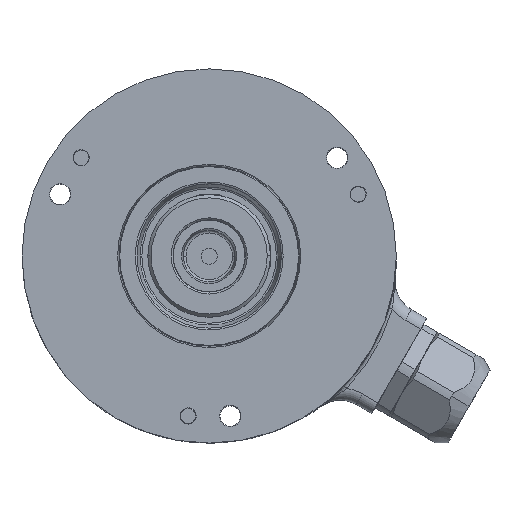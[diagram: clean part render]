
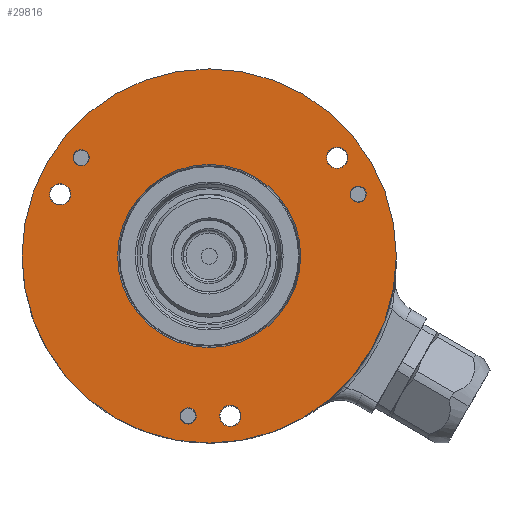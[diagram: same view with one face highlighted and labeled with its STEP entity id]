
A CAD part, top view. The second image highlights one B-rep face of the part: STEP entity #29816.
In plain terms, the highlighted planar face has unit normal (0, 0, 1).
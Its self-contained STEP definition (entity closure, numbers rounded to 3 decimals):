
#6862=CARTESIAN_POINT('',(0.,0.,18.));
#6863=DIRECTION('',(0.,0.,1.));
#6864=DIRECTION('',(1.,0.,0.));
#6865=AXIS2_PLACEMENT_3D('',#6862,#6863,#6864);
#6867=CARTESIAN_POINT('',(0.,0.,18.));
#6868=DIRECTION('',(0.,0.,1.));
#6869=DIRECTION('',(-1.,0.,0.));
#6870=AXIS2_PLACEMENT_3D('',#6867,#6868,#6869);
#6872=CARTESIAN_POINT('',(-19.834,15.219,18.));
#6873=DIRECTION('',(0.,0.,-1.));
#6874=DIRECTION('',(-0.793,0.609,0.));
#6875=AXIS2_PLACEMENT_3D('',#6872,#6873,#6874);
#6877=CARTESIAN_POINT('',(-19.834,15.219,18.));
#6878=DIRECTION('',(0.,0.,-1.));
#6879=DIRECTION('',(0.793,-0.609,0.));
#6880=AXIS2_PLACEMENT_3D('',#6877,#6878,#6879);
#6882=CARTESIAN_POINT('',(-3.263,-24.786,18.));
#6883=DIRECTION('',(0.,0.,-1.));
#6884=DIRECTION('',(-0.131,-0.991,0.));
#6885=AXIS2_PLACEMENT_3D('',#6882,#6883,#6884);
#6887=CARTESIAN_POINT('',(-3.263,-24.786,18.));
#6888=DIRECTION('',(0.,0.,-1.));
#6889=DIRECTION('',(0.131,0.991,0.));
#6890=AXIS2_PLACEMENT_3D('',#6887,#6888,#6889);
#6892=CARTESIAN_POINT('',(23.097,9.567,18.));
#6893=DIRECTION('',(0.,0.,-1.));
#6894=DIRECTION('',(0.924,0.383,0.));
#6895=AXIS2_PLACEMENT_3D('',#6892,#6893,#6894);
#6897=CARTESIAN_POINT('',(23.097,9.567,18.));
#6898=DIRECTION('',(0.,0.,-1.));
#6899=DIRECTION('',(-0.924,-0.383,0.));
#6900=AXIS2_PLACEMENT_3D('',#6897,#6898,#6899);
#6902=CARTESIAN_POINT('',(3.263,-24.786,18.));
#6903=DIRECTION('',(0.,0.,1.));
#6904=DIRECTION('',(0.,-1.,0.));
#6905=AXIS2_PLACEMENT_3D('',#6902,#6903,#6904);
#6907=CARTESIAN_POINT('',(3.263,-24.786,18.));
#6908=DIRECTION('',(0.,0.,1.));
#6909=DIRECTION('',(0.,1.,0.));
#6910=AXIS2_PLACEMENT_3D('',#6907,#6908,#6909);
#6912=CARTESIAN_POINT('',(19.834,15.219,18.));
#6913=DIRECTION('',(0.,0.,1.));
#6914=DIRECTION('',(0.,-1.,0.));
#6915=AXIS2_PLACEMENT_3D('',#6912,#6913,#6914);
#6917=CARTESIAN_POINT('',(19.834,15.219,18.));
#6918=DIRECTION('',(0.,0.,1.));
#6919=DIRECTION('',(0.,1.,0.));
#6920=AXIS2_PLACEMENT_3D('',#6917,#6918,#6919);
#6922=CARTESIAN_POINT('',(-23.097,9.567,18.));
#6923=DIRECTION('',(0.,0.,1.));
#6924=DIRECTION('',(0.,-1.,0.));
#6925=AXIS2_PLACEMENT_3D('',#6922,#6923,#6924);
#6927=CARTESIAN_POINT('',(-23.097,9.567,18.));
#6928=DIRECTION('',(0.,0.,1.));
#6929=DIRECTION('',(0.,1.,0.));
#6930=AXIS2_PLACEMENT_3D('',#6927,#6928,#6929);
#6932=CARTESIAN_POINT('',(0.,0.,18.));
#6933=DIRECTION('',(0.,0.,-1.));
#6934=DIRECTION('',(-1.,0.,0.));
#6935=AXIS2_PLACEMENT_3D('',#6932,#6933,#6934);
#6950=CARTESIAN_POINT('',(0.,0.,18.));
#6951=DIRECTION('',(0.,0.,-1.));
#6952=DIRECTION('',(1.,0.,0.));
#6953=AXIS2_PLACEMENT_3D('',#6950,#6951,#6952);
#18752=CARTESIAN_POINT('',(29.,0.,18.));
#18753=CARTESIAN_POINT('',(-29.,0.,18.));
#18754=VERTEX_POINT('',#18752);
#18755=VERTEX_POINT('',#18753);
#18836=CARTESIAN_POINT('',(-20.826,15.98,18.));
#18837=CARTESIAN_POINT('',(-18.842,14.458,18.));
#18838=VERTEX_POINT('',#18836);
#18839=VERTEX_POINT('',#18837);
#18840=CARTESIAN_POINT('',(-3.426,-26.025,18.));
#18841=CARTESIAN_POINT('',(-3.1,-23.547,18.));
#18842=VERTEX_POINT('',#18840);
#18843=VERTEX_POINT('',#18841);
#18844=CARTESIAN_POINT('',(24.252,10.045,18.));
#18845=CARTESIAN_POINT('',(21.942,9.089,18.));
#18846=VERTEX_POINT('',#18844);
#18847=VERTEX_POINT('',#18845);
#18946=CARTESIAN_POINT('',(14.188,0.,18.));
#18947=CARTESIAN_POINT('',(-14.188,0.,18.));
#18948=VERTEX_POINT('',#18946);
#18949=VERTEX_POINT('',#18947);
#19145=CARTESIAN_POINT('',(3.263,-26.436,18.));
#19146=CARTESIAN_POINT('',(3.263,-23.136,18.));
#19147=VERTEX_POINT('',#19145);
#19148=VERTEX_POINT('',#19146);
#19153=CARTESIAN_POINT('',(19.834,13.569,18.));
#19154=CARTESIAN_POINT('',(19.834,16.869,18.));
#19155=VERTEX_POINT('',#19153);
#19156=VERTEX_POINT('',#19154);
#19161=CARTESIAN_POINT('',(-23.097,7.917,18.));
#19162=CARTESIAN_POINT('',(-23.097,11.217,18.));
#19163=VERTEX_POINT('',#19161);
#19164=VERTEX_POINT('',#19162);
#29765=CARTESIAN_POINT('',(0.,0.,18.));
#29766=DIRECTION('',(0.,0.,1.));
#29767=DIRECTION('',(1.,0.,0.));
#29768=AXIS2_PLACEMENT_3D('',#29765,#29766,#29767);
#29769=PLANE('',#29768);
#29770=ORIENTED_EDGE('',*,*,#29742,.F.);
#29771=ORIENTED_EDGE('',*,*,#29756,.F.);
#29772=EDGE_LOOP('',(#29770,#29771));
#29773=FACE_OUTER_BOUND('',#29772,.F.);
#29775=ORIENTED_EDGE('',*,*,#29774,.F.);
#29777=ORIENTED_EDGE('',*,*,#29776,.F.);
#29778=EDGE_LOOP('',(#29775,#29777));
#29779=FACE_BOUND('',#29778,.F.);
#29781=ORIENTED_EDGE('',*,*,#29780,.F.);
#29783=ORIENTED_EDGE('',*,*,#29782,.F.);
#29784=EDGE_LOOP('',(#29781,#29783));
#29785=FACE_BOUND('',#29784,.F.);
#29787=ORIENTED_EDGE('',*,*,#29786,.F.);
#29789=ORIENTED_EDGE('',*,*,#29788,.F.);
#29790=EDGE_LOOP('',(#29787,#29789));
#29791=FACE_BOUND('',#29790,.F.);
#29793=ORIENTED_EDGE('',*,*,#29792,.F.);
#29795=ORIENTED_EDGE('',*,*,#29794,.F.);
#29796=EDGE_LOOP('',(#29793,#29795));
#29797=FACE_BOUND('',#29796,.F.);
#29799=ORIENTED_EDGE('',*,*,#29798,.T.);
#29801=ORIENTED_EDGE('',*,*,#29800,.T.);
#29802=EDGE_LOOP('',(#29799,#29801));
#29803=FACE_BOUND('',#29802,.F.);
#29805=ORIENTED_EDGE('',*,*,#29804,.T.);
#29807=ORIENTED_EDGE('',*,*,#29806,.T.);
#29808=EDGE_LOOP('',(#29805,#29807));
#29809=FACE_BOUND('',#29808,.F.);
#29811=ORIENTED_EDGE('',*,*,#29810,.T.);
#29813=ORIENTED_EDGE('',*,*,#29812,.T.);
#29814=EDGE_LOOP('',(#29811,#29813));
#29815=FACE_BOUND('',#29814,.F.);
#6866=CIRCLE('',#6865,29.);
#6871=CIRCLE('',#6870,29.);
#6876=CIRCLE('',#6875,1.25);
#6881=CIRCLE('',#6880,1.25);
#6886=CIRCLE('',#6885,1.25);
#6891=CIRCLE('',#6890,1.25);
#6896=CIRCLE('',#6895,1.25);
#6901=CIRCLE('',#6900,1.25);
#6906=CIRCLE('',#6905,1.65);
#6911=CIRCLE('',#6910,1.65);
#6916=CIRCLE('',#6915,1.65);
#6921=CIRCLE('',#6920,1.65);
#6926=CIRCLE('',#6925,1.65);
#6931=CIRCLE('',#6930,1.65);
#6936=CIRCLE('',#6935,14.188);
#6954=CIRCLE('',#6953,14.188);
#29742=EDGE_CURVE('',#18754,#18755,#6866,.T.);
#29756=EDGE_CURVE('',#18755,#18754,#6871,.T.);
#29774=EDGE_CURVE('',#18949,#18948,#6936,.T.);
#29776=EDGE_CURVE('',#18948,#18949,#6954,.T.);
#29780=EDGE_CURVE('',#18838,#18839,#6876,.T.);
#29782=EDGE_CURVE('',#18839,#18838,#6881,.T.);
#29786=EDGE_CURVE('',#18842,#18843,#6886,.T.);
#29788=EDGE_CURVE('',#18843,#18842,#6891,.T.);
#29792=EDGE_CURVE('',#18846,#18847,#6896,.T.);
#29794=EDGE_CURVE('',#18847,#18846,#6901,.T.);
#29798=EDGE_CURVE('',#19147,#19148,#6906,.T.);
#29800=EDGE_CURVE('',#19148,#19147,#6911,.T.);
#29804=EDGE_CURVE('',#19155,#19156,#6916,.T.);
#29806=EDGE_CURVE('',#19156,#19155,#6921,.T.);
#29810=EDGE_CURVE('',#19163,#19164,#6926,.T.);
#29812=EDGE_CURVE('',#19164,#19163,#6931,.T.);
#29816=ADVANCED_FACE('',(#29773,#29779,#29785,#29791,#29797,#29803,#29809,
#29815),#29769,.T.);
